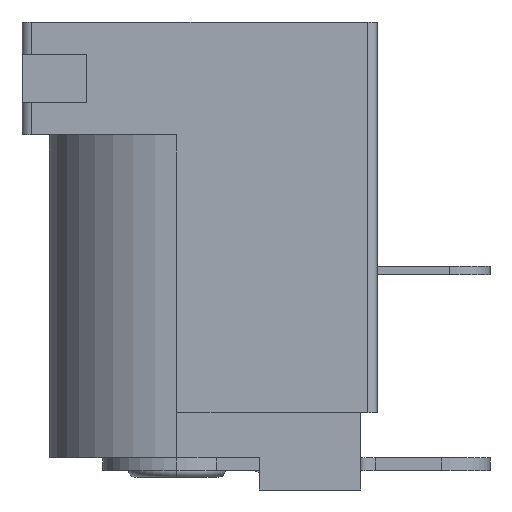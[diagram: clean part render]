
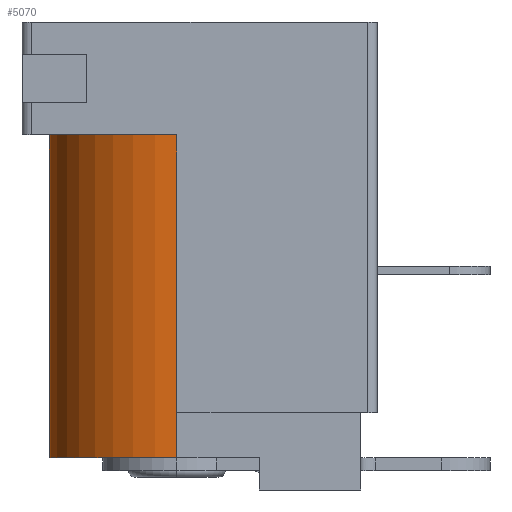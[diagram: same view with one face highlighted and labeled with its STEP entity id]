
A CAD part, left-side view. The second image highlights one B-rep face of the part: STEP entity #5070.
In plain terms, the highlighted cylindrical face has radius 3.95 mm (diameter 7.9 mm), a partial arc.
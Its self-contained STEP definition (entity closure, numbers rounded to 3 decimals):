
#4852 = PLANE('',#4853);
#4853 = AXIS2_PLACEMENT_3D('',#4854,#4855,#4856);
#4854 = CARTESIAN_POINT('',(0.,6.2,-13.5));
#4855 = DIRECTION('',(0.,0.,-1.));
#4856 = DIRECTION('',(-1.,0.,0.));
#4905 = VERTEX_POINT('',#4906);
#4906 = CARTESIAN_POINT('',(-3.95,6.2,-13.5));
#4920 = PLANE('',#4921);
#4921 = AXIS2_PLACEMENT_3D('',#4922,#4923,#4924);
#4922 = CARTESIAN_POINT('',(-3.95,0.5,-13.5));
#4923 = DIRECTION('',(1.,0.,0.));
#4924 = DIRECTION('',(0.,0.,-1.));
#4932 = EDGE_CURVE('',#4905,#4933,#4935,.T.);
#4933 = VERTEX_POINT('',#4934);
#4934 = CARTESIAN_POINT('',(3.95,6.2,-13.5));
#4935 = SURFACE_CURVE('',#4936,(#4941,#4948),.PCURVE_S1.);
#4936 = CIRCLE('',#4937,3.95);
#4937 = AXIS2_PLACEMENT_3D('',#4938,#4939,#4940);
#4938 = CARTESIAN_POINT('',(0.,6.2,-13.5));
#4939 = DIRECTION('',(0.,0.,-1.));
#4940 = DIRECTION('',(-1.,0.,0.));
#4941 = PCURVE('',#4852,#4942);
#4942 = DEFINITIONAL_REPRESENTATION('',(#4943),#4947);
#4943 = CIRCLE('',#4944,3.95);
#4944 = AXIS2_PLACEMENT_2D('',#4945,#4946);
#4945 = CARTESIAN_POINT('',(0.,0.));
#4946 = DIRECTION('',(1.,0.));
#4947 = ( GEOMETRIC_REPRESENTATION_CONTEXT(2) 
PARAMETRIC_REPRESENTATION_CONTEXT() REPRESENTATION_CONTEXT('2D SPACE',''
  ) );
#4948 = PCURVE('',#4949,#4954);
#4949 = CYLINDRICAL_SURFACE('',#4950,3.95);
#4950 = AXIS2_PLACEMENT_3D('',#4951,#4952,#4953);
#4951 = CARTESIAN_POINT('',(0.,6.2,-3.5));
#4952 = DIRECTION('',(-0.,-0.,-1.));
#4953 = DIRECTION('',(-1.,0.,0.));
#4954 = DEFINITIONAL_REPRESENTATION('',(#4955),#4959);
#4955 = LINE('',#4956,#4957);
#4956 = CARTESIAN_POINT('',(0.,10.));
#4957 = VECTOR('',#4958,1.);
#4958 = DIRECTION('',(1.,0.));
#4959 = ( GEOMETRIC_REPRESENTATION_CONTEXT(2) 
PARAMETRIC_REPRESENTATION_CONTEXT() REPRESENTATION_CONTEXT('2D SPACE',''
  ) );
#4977 = PLANE('',#4978);
#4978 = AXIS2_PLACEMENT_3D('',#4979,#4980,#4981);
#4979 = CARTESIAN_POINT('',(3.95,6.2,-13.5));
#4980 = DIRECTION('',(-1.,0.,0.));
#4981 = DIRECTION('',(0.,-1.,0.));
#5070 = ADVANCED_FACE('',(#5071),#4949,.T.);
#5071 = FACE_BOUND('',#5072,.T.);
#5072 = EDGE_LOOP('',(#5073,#5096,#5124,#5157,#5185,#5206));
#5073 = ORIENTED_EDGE('',*,*,#5074,.T.);
#5074 = EDGE_CURVE('',#4905,#5075,#5077,.T.);
#5075 = VERTEX_POINT('',#5076);
#5076 = CARTESIAN_POINT('',(-3.95,6.2,-12.1));
#5077 = SURFACE_CURVE('',#5078,(#5082,#5089),.PCURVE_S1.);
#5078 = LINE('',#5079,#5080);
#5079 = CARTESIAN_POINT('',(-3.95,6.2,-13.5));
#5080 = VECTOR('',#5081,1.);
#5081 = DIRECTION('',(0.,0.,1.));
#5082 = PCURVE('',#4949,#5083);
#5083 = DEFINITIONAL_REPRESENTATION('',(#5084),#5088);
#5084 = LINE('',#5085,#5086);
#5085 = CARTESIAN_POINT('',(0.,10.));
#5086 = VECTOR('',#5087,1.);
#5087 = DIRECTION('',(0.,-1.));
#5088 = ( GEOMETRIC_REPRESENTATION_CONTEXT(2) 
PARAMETRIC_REPRESENTATION_CONTEXT() REPRESENTATION_CONTEXT('2D SPACE',''
  ) );
#5089 = PCURVE('',#4920,#5090);
#5090 = DEFINITIONAL_REPRESENTATION('',(#5091),#5095);
#5091 = LINE('',#5092,#5093);
#5092 = CARTESIAN_POINT('',(0.,5.7));
#5093 = VECTOR('',#5094,1.);
#5094 = DIRECTION('',(-1.,0.));
#5095 = ( GEOMETRIC_REPRESENTATION_CONTEXT(2) 
PARAMETRIC_REPRESENTATION_CONTEXT() REPRESENTATION_CONTEXT('2D SPACE',''
  ) );
#5096 = ORIENTED_EDGE('',*,*,#5097,.F.);
#5097 = EDGE_CURVE('',#5098,#5075,#5100,.T.);
#5098 = VERTEX_POINT('',#5099);
#5099 = CARTESIAN_POINT('',(-3.95,6.2,-3.5));
#5100 = SURFACE_CURVE('',#5101,(#5105,#5112),.PCURVE_S1.);
#5101 = LINE('',#5102,#5103);
#5102 = CARTESIAN_POINT('',(-3.95,6.2,-3.5));
#5103 = VECTOR('',#5104,1.);
#5104 = DIRECTION('',(-0.,-0.,-1.));
#5105 = PCURVE('',#4949,#5106);
#5106 = DEFINITIONAL_REPRESENTATION('',(#5107),#5111);
#5107 = LINE('',#5108,#5109);
#5108 = CARTESIAN_POINT('',(0.,0.));
#5109 = VECTOR('',#5110,1.);
#5110 = DIRECTION('',(0.,1.));
#5111 = ( GEOMETRIC_REPRESENTATION_CONTEXT(2) 
PARAMETRIC_REPRESENTATION_CONTEXT() REPRESENTATION_CONTEXT('2D SPACE',''
  ) );
#5112 = PCURVE('',#5113,#5118);
#5113 = PLANE('',#5114);
#5114 = AXIS2_PLACEMENT_3D('',#5115,#5116,#5117);
#5115 = CARTESIAN_POINT('',(-4.5,6.2,-3.5));
#5116 = DIRECTION('',(0.,-1.,0.));
#5117 = DIRECTION('',(0.,0.,-1.));
#5118 = DEFINITIONAL_REPRESENTATION('',(#5119),#5123);
#5119 = LINE('',#5120,#5121);
#5120 = CARTESIAN_POINT('',(0.,0.55));
#5121 = VECTOR('',#5122,1.);
#5122 = DIRECTION('',(1.,0.));
#5123 = ( GEOMETRIC_REPRESENTATION_CONTEXT(2) 
PARAMETRIC_REPRESENTATION_CONTEXT() REPRESENTATION_CONTEXT('2D SPACE',''
  ) );
#5124 = ORIENTED_EDGE('',*,*,#5125,.F.);
#5125 = EDGE_CURVE('',#5126,#5098,#5128,.T.);
#5126 = VERTEX_POINT('',#5127);
#5127 = CARTESIAN_POINT('',(3.95,6.2,-3.5));
#5128 = SURFACE_CURVE('',#5129,(#5134,#5141),.PCURVE_S1.);
#5129 = CIRCLE('',#5130,3.95);
#5130 = AXIS2_PLACEMENT_3D('',#5131,#5132,#5133);
#5131 = CARTESIAN_POINT('',(0.,6.2,-3.5));
#5132 = DIRECTION('',(0.,0.,1.));
#5133 = DIRECTION('',(-1.,0.,0.));
#5134 = PCURVE('',#4949,#5135);
#5135 = DEFINITIONAL_REPRESENTATION('',(#5136),#5140);
#5136 = LINE('',#5137,#5138);
#5137 = CARTESIAN_POINT('',(6.283,0.));
#5138 = VECTOR('',#5139,1.);
#5139 = DIRECTION('',(-1.,0.));
#5140 = ( GEOMETRIC_REPRESENTATION_CONTEXT(2) 
PARAMETRIC_REPRESENTATION_CONTEXT() REPRESENTATION_CONTEXT('2D SPACE',''
  ) );
#5141 = PCURVE('',#5142,#5147);
#5142 = PLANE('',#5143);
#5143 = AXIS2_PLACEMENT_3D('',#5144,#5145,#5146);
#5144 = CARTESIAN_POINT('',(0.,6.2,-3.5));
#5145 = DIRECTION('',(0.,0.,-1.));
#5146 = DIRECTION('',(-1.,0.,0.));
#5147 = DEFINITIONAL_REPRESENTATION('',(#5148),#5156);
#5148 = ( BOUNDED_CURVE() B_SPLINE_CURVE(2,(#5149,#5150,#5151,#5152,
#5153,#5154,#5155),.UNSPECIFIED.,.T.,.F.) B_SPLINE_CURVE_WITH_KNOTS((1,2
    ,2,2,2,1),(-2.094,0.,2.094,4.189,
6.283,8.378),.UNSPECIFIED.) CURVE() 
GEOMETRIC_REPRESENTATION_ITEM() RATIONAL_B_SPLINE_CURVE((1.,0.5,1.,0.5,
1.,0.5,1.)) REPRESENTATION_ITEM('') );
#5149 = CARTESIAN_POINT('',(3.95,0.));
#5150 = CARTESIAN_POINT('',(3.95,-6.842));
#5151 = CARTESIAN_POINT('',(-1.975,-3.421));
#5152 = CARTESIAN_POINT('',(-7.9,0.));
#5153 = CARTESIAN_POINT('',(-1.975,3.421));
#5154 = CARTESIAN_POINT('',(3.95,6.842));
#5155 = CARTESIAN_POINT('',(3.95,0.));
#5156 = ( GEOMETRIC_REPRESENTATION_CONTEXT(2) 
PARAMETRIC_REPRESENTATION_CONTEXT() REPRESENTATION_CONTEXT('2D SPACE',''
  ) );
#5157 = ORIENTED_EDGE('',*,*,#5158,.T.);
#5158 = EDGE_CURVE('',#5126,#5159,#5161,.T.);
#5159 = VERTEX_POINT('',#5160);
#5160 = CARTESIAN_POINT('',(3.95,6.2,-12.1));
#5161 = SURFACE_CURVE('',#5162,(#5166,#5173),.PCURVE_S1.);
#5162 = LINE('',#5163,#5164);
#5163 = CARTESIAN_POINT('',(3.95,6.2,-3.5));
#5164 = VECTOR('',#5165,1.);
#5165 = DIRECTION('',(-0.,-0.,-1.));
#5166 = PCURVE('',#4949,#5167);
#5167 = DEFINITIONAL_REPRESENTATION('',(#5168),#5172);
#5168 = LINE('',#5169,#5170);
#5169 = CARTESIAN_POINT('',(3.142,0.));
#5170 = VECTOR('',#5171,1.);
#5171 = DIRECTION('',(0.,1.));
#5172 = ( GEOMETRIC_REPRESENTATION_CONTEXT(2) 
PARAMETRIC_REPRESENTATION_CONTEXT() REPRESENTATION_CONTEXT('2D SPACE',''
  ) );
#5173 = PCURVE('',#5174,#5179);
#5174 = PLANE('',#5175);
#5175 = AXIS2_PLACEMENT_3D('',#5176,#5177,#5178);
#5176 = CARTESIAN_POINT('',(4.5,6.2,-3.5));
#5177 = DIRECTION('',(0.,-1.,0.));
#5178 = DIRECTION('',(0.,0.,-1.));
#5179 = DEFINITIONAL_REPRESENTATION('',(#5180),#5184);
#5180 = LINE('',#5181,#5182);
#5181 = CARTESIAN_POINT('',(0.,-0.55));
#5182 = VECTOR('',#5183,1.);
#5183 = DIRECTION('',(1.,0.));
#5184 = ( GEOMETRIC_REPRESENTATION_CONTEXT(2) 
PARAMETRIC_REPRESENTATION_CONTEXT() REPRESENTATION_CONTEXT('2D SPACE',''
  ) );
#5185 = ORIENTED_EDGE('',*,*,#5186,.F.);
#5186 = EDGE_CURVE('',#4933,#5159,#5187,.T.);
#5187 = SURFACE_CURVE('',#5188,(#5192,#5199),.PCURVE_S1.);
#5188 = LINE('',#5189,#5190);
#5189 = CARTESIAN_POINT('',(3.95,6.2,-13.5));
#5190 = VECTOR('',#5191,1.);
#5191 = DIRECTION('',(0.,0.,1.));
#5192 = PCURVE('',#4949,#5193);
#5193 = DEFINITIONAL_REPRESENTATION('',(#5194),#5198);
#5194 = LINE('',#5195,#5196);
#5195 = CARTESIAN_POINT('',(3.142,10.));
#5196 = VECTOR('',#5197,1.);
#5197 = DIRECTION('',(0.,-1.));
#5198 = ( GEOMETRIC_REPRESENTATION_CONTEXT(2) 
PARAMETRIC_REPRESENTATION_CONTEXT() REPRESENTATION_CONTEXT('2D SPACE',''
  ) );
#5199 = PCURVE('',#4977,#5200);
#5200 = DEFINITIONAL_REPRESENTATION('',(#5201),#5205);
#5201 = LINE('',#5202,#5203);
#5202 = CARTESIAN_POINT('',(0.,0.));
#5203 = VECTOR('',#5204,1.);
#5204 = DIRECTION('',(0.,1.));
#5205 = ( GEOMETRIC_REPRESENTATION_CONTEXT(2) 
PARAMETRIC_REPRESENTATION_CONTEXT() REPRESENTATION_CONTEXT('2D SPACE',''
  ) );
#5206 = ORIENTED_EDGE('',*,*,#4932,.F.);
